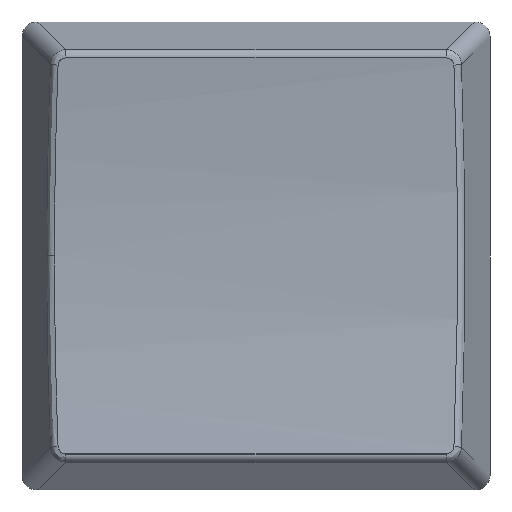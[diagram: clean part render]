
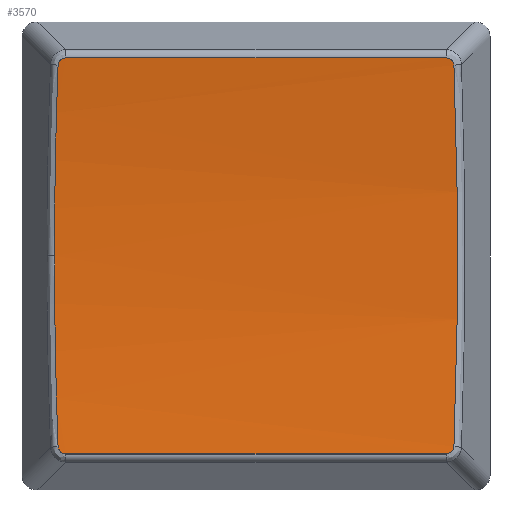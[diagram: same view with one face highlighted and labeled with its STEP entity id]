
A CAD part, top view. The second image highlights one B-rep face of the part: STEP entity #3570.
In plain terms, the highlighted cylindrical face has radius 133.452 mm (diameter 266.905 mm), a partial arc.
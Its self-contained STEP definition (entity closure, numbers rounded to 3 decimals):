
#3442=CARTESIAN_POINT('',(-116.158,114.775,139.952));
#3443=DIRECTION('',(-1.,0.,-0.));
#3444=DIRECTION('',(-0.,0.,1.));
#3445=AXIS2_PLACEMENT_3D('',#3442,#3443,#3444);
#3446=CYLINDRICAL_SURFACE('',#3445,133.452);
#3447=CARTESIAN_POINT('',(-117.553,129.998,7.371));
#3448=VERTEX_POINT('',#3447);
#3449=CARTESIAN_POINT('',(-118.171,130.568,7.438));
#3450=VERTEX_POINT('',#3449);
#3451=CARTESIAN_POINT('',(-117.553,129.998,7.371));
#3452=CARTESIAN_POINT('',(-117.556,130.076,7.38));
#3453=CARTESIAN_POINT('',(-117.575,130.152,7.389));
#3454=CARTESIAN_POINT('',(-117.607,130.222,7.397));
#3455=CARTESIAN_POINT('',(-117.623,130.257,7.401));
#3456=CARTESIAN_POINT('',(-117.644,130.291,7.405));
#3457=CARTESIAN_POINT('',(-117.667,130.322,7.409));
#3458=CARTESIAN_POINT('',(-117.689,130.353,7.412));
#3459=CARTESIAN_POINT('',(-117.715,130.381,7.416));
#3460=CARTESIAN_POINT('',(-117.744,130.408,7.419));
#3461=CARTESIAN_POINT('',(-117.802,130.46,7.425));
#3462=CARTESIAN_POINT('',(-117.869,130.5,7.43));
#3463=CARTESIAN_POINT('',(-117.942,130.527,7.433));
#3464=CARTESIAN_POINT('',(-118.016,130.554,7.436));
#3465=CARTESIAN_POINT('',(-118.093,130.568,7.438));
#3466=CARTESIAN_POINT('',(-118.171,130.568,7.438));
#3467=B_SPLINE_CURVE_WITH_KNOTS('',3,(#3451,#3452,#3453,#3454,#3455,#3456,#3457,#3458,#3459,#3460,#3461,#3462,#3463,#3464,#3465,#3466),.UNSPECIFIED.,.F.,.F.,(4,3,3,3,3,4),(0.,0.,0.,0.,0.001,0.001),.UNSPECIFIED.);
#3468=EDGE_CURVE('',#3448,#3450,#3467,.T.);
#3469=ORIENTED_EDGE('',*,*,#3468,.T.);
#3470=CARTESIAN_POINT('',(-148.529,130.568,7.438));
#3471=VERTEX_POINT('',#3470);
#3472=CARTESIAN_POINT('',(-118.171,130.568,7.438));
#3473=DIRECTION('',(-1.,0.,-0.));
#3474=VECTOR('',#3473,30.357);
#3475=LINE('',#3472,#3474);
#3476=EDGE_CURVE('',#3450,#3471,#3475,.T.);
#3477=ORIENTED_EDGE('',*,*,#3476,.T.);
#3478=CARTESIAN_POINT('',(-149.147,129.998,7.371));
#3479=VERTEX_POINT('',#3478);
#3480=CARTESIAN_POINT('',(-148.529,130.568,7.438));
#3481=CARTESIAN_POINT('',(-148.607,130.568,7.438));
#3482=CARTESIAN_POINT('',(-148.684,130.554,7.436));
#3483=CARTESIAN_POINT('',(-148.758,130.527,7.433));
#3484=CARTESIAN_POINT('',(-148.831,130.5,7.43));
#3485=CARTESIAN_POINT('',(-148.898,130.46,7.425));
#3486=CARTESIAN_POINT('',(-148.956,130.408,7.419));
#3487=CARTESIAN_POINT('',(-148.985,130.381,7.416));
#3488=CARTESIAN_POINT('',(-149.011,130.353,7.412));
#3489=CARTESIAN_POINT('',(-149.033,130.322,7.409));
#3490=CARTESIAN_POINT('',(-149.056,130.291,7.405));
#3491=CARTESIAN_POINT('',(-149.077,130.257,7.401));
#3492=CARTESIAN_POINT('',(-149.093,130.222,7.397));
#3493=CARTESIAN_POINT('',(-149.125,130.152,7.389));
#3494=CARTESIAN_POINT('',(-149.144,130.076,7.38));
#3495=CARTESIAN_POINT('',(-149.147,129.998,7.371));
#3496=B_SPLINE_CURVE_WITH_KNOTS('',3,(#3480,#3481,#3482,#3483,#3484,#3485,#3486,#3487,#3488,#3489,#3490,#3491,#3492,#3493,#3494,#3495),.UNSPECIFIED.,.F.,.F.,(4,3,3,3,3,4),(-0.,0.,0.,0.001,0.001,0.001),.UNSPECIFIED.);
#3497=EDGE_CURVE('',#3471,#3479,#3496,.T.);
#3498=ORIENTED_EDGE('',*,*,#3497,.T.);
#3499=CARTESIAN_POINT('',(-149.434,114.775,6.5));
#3500=VERTEX_POINT('',#3499);
#3501=CARTESIAN_POINT('',(-105.33,114.775,139.952));
#3502=DIRECTION('',(-0.949,0.,0.314));
#3503=DIRECTION('',(-0.314,0.,-0.949));
#3504=AXIS2_PLACEMENT_3D('',#3501,#3502,#3503);
#3505=ELLIPSE('',#3504,140.551,133.452);
#3506=EDGE_CURVE('',#3479,#3500,#3505,.T.);
#3507=ORIENTED_EDGE('',*,*,#3506,.T.);
#3508=CARTESIAN_POINT('',(-149.147,99.552,7.371));
#3509=VERTEX_POINT('',#3508);
#3510=CARTESIAN_POINT('',(-105.33,114.775,139.952));
#3511=DIRECTION('',(-0.949,0.,0.314));
#3512=DIRECTION('',(-0.314,0.,-0.949));
#3513=AXIS2_PLACEMENT_3D('',#3510,#3511,#3512);
#3514=ELLIPSE('',#3513,140.551,133.452);
#3515=EDGE_CURVE('',#3500,#3509,#3514,.T.);
#3516=ORIENTED_EDGE('',*,*,#3515,.T.);
#3517=CARTESIAN_POINT('',(-148.529,98.982,7.438));
#3518=VERTEX_POINT('',#3517);
#3519=CARTESIAN_POINT('',(-149.147,99.552,7.371));
#3520=CARTESIAN_POINT('',(-149.144,99.474,7.38));
#3521=CARTESIAN_POINT('',(-149.126,99.399,7.389));
#3522=CARTESIAN_POINT('',(-149.093,99.328,7.397));
#3523=CARTESIAN_POINT('',(-149.061,99.258,7.405));
#3524=CARTESIAN_POINT('',(-149.014,99.195,7.413));
#3525=CARTESIAN_POINT('',(-148.956,99.143,7.419));
#3526=CARTESIAN_POINT('',(-148.899,99.091,7.425));
#3527=CARTESIAN_POINT('',(-148.831,99.05,7.43));
#3528=CARTESIAN_POINT('',(-148.758,99.023,7.433));
#3529=CARTESIAN_POINT('',(-148.685,98.996,7.436));
#3530=CARTESIAN_POINT('',(-148.607,98.982,7.438));
#3531=CARTESIAN_POINT('',(-148.529,98.982,7.438));
#3532=B_SPLINE_CURVE_WITH_KNOTS('',3,(#3519,#3520,#3521,#3522,#3523,#3524,#3525,#3526,#3527,#3528,#3529,#3530,#3531),.UNSPECIFIED.,.F.,.F.,(4,3,3,3,4),(-0.,0.,0.,0.001,0.001),.UNSPECIFIED.);
#3533=EDGE_CURVE('',#3509,#3518,#3532,.T.);
#3534=ORIENTED_EDGE('',*,*,#3533,.T.);
#3535=CARTESIAN_POINT('',(-118.171,98.982,7.438));
#3536=VERTEX_POINT('',#3535);
#3537=CARTESIAN_POINT('',(-148.529,98.982,7.438));
#3538=DIRECTION('',(1.,-0.,0.));
#3539=VECTOR('',#3538,30.357);
#3540=LINE('',#3537,#3539);
#3541=EDGE_CURVE('',#3518,#3536,#3540,.T.);
#3542=ORIENTED_EDGE('',*,*,#3541,.T.);
#3543=CARTESIAN_POINT('',(-117.553,99.552,7.371));
#3544=VERTEX_POINT('',#3543);
#3545=CARTESIAN_POINT('',(-118.171,98.982,7.438));
#3546=CARTESIAN_POINT('',(-118.093,98.982,7.438));
#3547=CARTESIAN_POINT('',(-118.015,98.996,7.436));
#3548=CARTESIAN_POINT('',(-117.942,99.023,7.433));
#3549=CARTESIAN_POINT('',(-117.869,99.05,7.43));
#3550=CARTESIAN_POINT('',(-117.801,99.091,7.425));
#3551=CARTESIAN_POINT('',(-117.744,99.143,7.419));
#3552=CARTESIAN_POINT('',(-117.686,99.195,7.413));
#3553=CARTESIAN_POINT('',(-117.639,99.258,7.405));
#3554=CARTESIAN_POINT('',(-117.607,99.328,7.397));
#3555=CARTESIAN_POINT('',(-117.574,99.399,7.389));
#3556=CARTESIAN_POINT('',(-117.556,99.474,7.38));
#3557=CARTESIAN_POINT('',(-117.553,99.552,7.371));
#3558=B_SPLINE_CURVE_WITH_KNOTS('',3,(#3545,#3546,#3547,#3548,#3549,#3550,#3551,#3552,#3553,#3554,#3555,#3556,#3557),.UNSPECIFIED.,.F.,.F.,(4,3,3,3,4),(0.,0.,0.,0.001,0.001),.UNSPECIFIED.);
#3559=EDGE_CURVE('',#3536,#3544,#3558,.T.);
#3560=ORIENTED_EDGE('',*,*,#3559,.T.);
#3561=CARTESIAN_POINT('',(-161.37,114.775,139.952));
#3562=DIRECTION('',(0.949,0.,0.314));
#3563=DIRECTION('',(-0.314,0.,0.949));
#3564=AXIS2_PLACEMENT_3D('',#3561,#3562,#3563);
#3565=ELLIPSE('',#3564,140.551,133.452);
#3566=EDGE_CURVE('',#3544,#3448,#3565,.T.);
#3567=ORIENTED_EDGE('',*,*,#3566,.T.);
#3568=EDGE_LOOP('',(#3469,#3477,#3498,#3507,#3516,#3534,#3542,#3560,#3567));
#3569=FACE_BOUND('',#3568,.T.);
#3570=ADVANCED_FACE('',(#3569),#3446,.F.);
